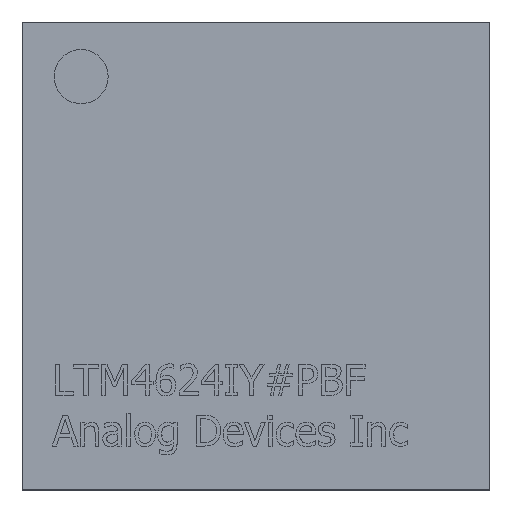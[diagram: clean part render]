
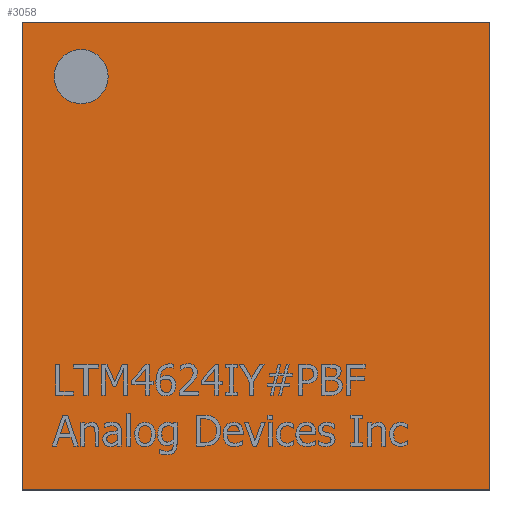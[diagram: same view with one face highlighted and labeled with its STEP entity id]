
A CAD part, top view. The second image highlights one B-rep face of the part: STEP entity #3058.
In plain terms, the highlighted planar face has unit normal (0, 0, 1).
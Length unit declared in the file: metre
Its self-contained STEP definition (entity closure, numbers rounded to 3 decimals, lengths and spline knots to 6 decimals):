
#2586 = EDGE_CURVE( '', #6791, #6792, #6793, .T. );
#3058 = ADVANCED_FACE( '', ( #7563 ), #7564, .T. );
#5086 = EDGE_CURVE( '', #6869, #9464, #10225, .T. );
#5482 = EDGE_CURVE( '', #6792, #6869, #10675, .T. );
#5570 = EDGE_CURVE( '', #9464, #6791, #10776, .T. );
#6791 = VERTEX_POINT( '', #12558 );
#6792 = VERTEX_POINT( '', #12559 );
#6793 = LINE( '', #12560, #12561 );
#6869 = VERTEX_POINT( '', #12683 );
#7563 = FACE_OUTER_BOUND( '', #13754, .T. );
#7564 = PLANE( '', #13755 );
#9464 = VERTEX_POINT( '', #16911 );
#10225 = LINE( '', #18279, #18280 );
#10675 = LINE( '', #19122, #19123 );
#10776 = LINE( '', #19294, #19295 );
#12558 = CARTESIAN_POINT( '', ( 0.003125, 0.003125, 0.00501 ) );
#12559 = CARTESIAN_POINT( '', ( -0.003125, 0.003125, 0.00501 ) );
#12560 = CARTESIAN_POINT( '', ( 0.003125, 0.003125, 0.00501 ) );
#12561 = VECTOR( '', #20415, 1. );
#12683 = CARTESIAN_POINT( '', ( -0.003125, -0.003125, 0.00501 ) );
#13754 = EDGE_LOOP( '', ( #21275, #21276, #21277, #21278 ) );
#13755 = AXIS2_PLACEMENT_3D( '', #21279, #21280, #21281 );
#16911 = CARTESIAN_POINT( '', ( 0.003125, -0.003125, 0.00501 ) );
#18279 = CARTESIAN_POINT( '', ( -0.003125, -0.003125, 0.00501 ) );
#18280 = VECTOR( '', #25143, 1. );
#19122 = CARTESIAN_POINT( '', ( -0.003125, 0.003125, 0.00501 ) );
#19123 = VECTOR( '', #25761, 1. );
#19294 = CARTESIAN_POINT( '', ( 0.003125, -0.003125, 0.00501 ) );
#19295 = VECTOR( '', #25908, 1. );
#20415 = DIRECTION( '', ( -1., 0., 0. ) );
#21275 = ORIENTED_EDGE( '', *, *, #5086, .T. );
#21276 = ORIENTED_EDGE( '', *, *, #5570, .T. );
#21277 = ORIENTED_EDGE( '', *, *, #2586, .T. );
#21278 = ORIENTED_EDGE( '', *, *, #5482, .T. );
#21279 = CARTESIAN_POINT( '', ( 0., 0., 0.00501 ) );
#21280 = DIRECTION( '', ( 0., 0., 1. ) );
#21281 = DIRECTION( '', ( 1., 0., 0. ) );
#25143 = DIRECTION( '', ( 1., 0., 0. ) );
#25761 = DIRECTION( '', ( 0., -1., 0. ) );
#25908 = DIRECTION( '', ( 0., 1., 0. ) );
